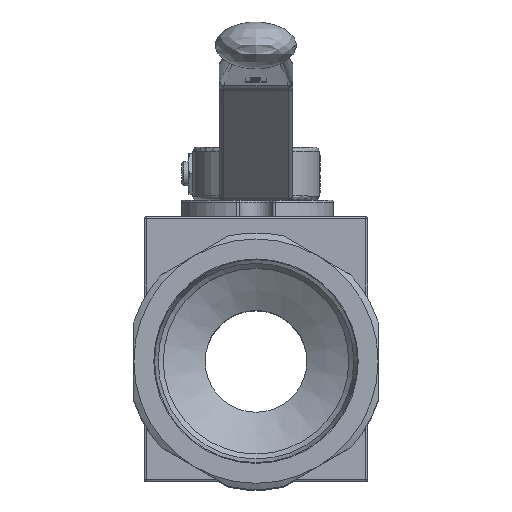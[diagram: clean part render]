
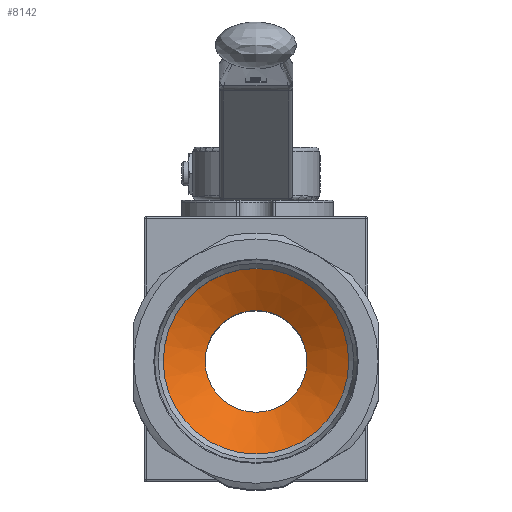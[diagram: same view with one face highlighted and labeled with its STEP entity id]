
A CAD part, top view. The second image highlights one B-rep face of the part: STEP entity #8142.
In plain terms, the highlighted conical face has half-angle 60 degrees and reference radius 17.64 mm.
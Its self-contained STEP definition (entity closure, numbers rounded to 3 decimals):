
#765=FACE_OUTER_BOUND('',#1232,.T.);
#1232=EDGE_LOOP('',(#5532,#5533,#5534,#5535,#5536,#5537));
#1728=LINE('',#12362,#2296);
#2296=VECTOR('',#9741,17.64);
#2900=CIRCLE('',#8720,12.5);
#2901=CIRCLE('',#8721,12.5);
#2902=CIRCLE('',#8723,22.78);
#2903=CIRCLE('',#8724,22.78);
#3332=VERTEX_POINT('',#12355);
#3333=VERTEX_POINT('',#12357);
#3334=VERTEX_POINT('',#12361);
#3335=VERTEX_POINT('',#12363);
#4161=EDGE_CURVE('',#3333,#3332,#2900,.T.);
#4162=EDGE_CURVE('',#3332,#3333,#2901,.T.);
#4163=EDGE_CURVE('',#3332,#3334,#1728,.T.);
#4164=EDGE_CURVE('',#3335,#3334,#2902,.T.);
#4165=EDGE_CURVE('',#3334,#3335,#2903,.T.);
#5532=ORIENTED_EDGE('',*,*,#4161,.T.);
#5533=ORIENTED_EDGE('',*,*,#4163,.T.);
#5534=ORIENTED_EDGE('',*,*,#4164,.F.);
#5535=ORIENTED_EDGE('',*,*,#4165,.F.);
#5536=ORIENTED_EDGE('',*,*,#4163,.F.);
#5537=ORIENTED_EDGE('',*,*,#4162,.T.);
#7580=CONICAL_SURFACE('',#8722,17.64,1.047);
#8142=ADVANCED_FACE('',(#765),#7580,.F.);
#8720=AXIS2_PLACEMENT_3D('',#12358,#9735,#9736);
#8721=AXIS2_PLACEMENT_3D('',#12359,#9737,#9738);
#8722=AXIS2_PLACEMENT_3D('',#12360,#9739,#9740);
#8723=AXIS2_PLACEMENT_3D('',#12364,#9742,#9743);
#8724=AXIS2_PLACEMENT_3D('',#12365,#9744,#9745);
#9735=DIRECTION('center_axis',(0.,0.,
-1.));
#9736=DIRECTION('ref_axis',(0.866,-0.5,0.));
#9737=DIRECTION('center_axis',(0.,0.,
-1.));
#9738=DIRECTION('ref_axis',(0.866,-0.5,0.));
#9739=DIRECTION('center_axis',(0.,0.,
1.));
#9740=DIRECTION('ref_axis',(0.866,-0.5,0.));
#9741=DIRECTION('',(-0.75,0.433,0.5));
#9742=DIRECTION('center_axis',(0.,0.,
-1.));
#9743=DIRECTION('ref_axis',(0.866,-0.5,0.));
#9744=DIRECTION('center_axis',(0.,0.,
-1.));
#9745=DIRECTION('ref_axis',(0.866,-0.5,0.));
#12355=CARTESIAN_POINT('',(-1.378,2.55,33.265));
#12357=CARTESIAN_POINT('',(20.273,-9.95,33.265));
#12358=CARTESIAN_POINT('Origin',(9.447,-3.7,33.265));
#12359=CARTESIAN_POINT('Origin',(9.447,-3.7,33.265));
#12360=CARTESIAN_POINT('Origin',(9.447,-3.7,36.232));
#12361=CARTESIAN_POINT('',(-10.281,7.69,39.2));
#12362=CARTESIAN_POINT('',(-5.829,5.12,36.232));
#12363=CARTESIAN_POINT('',(29.175,-15.09,39.2));
#12364=CARTESIAN_POINT('Origin',(9.447,-3.7,39.2));
#12365=CARTESIAN_POINT('Origin',(9.447,-3.7,39.2));
